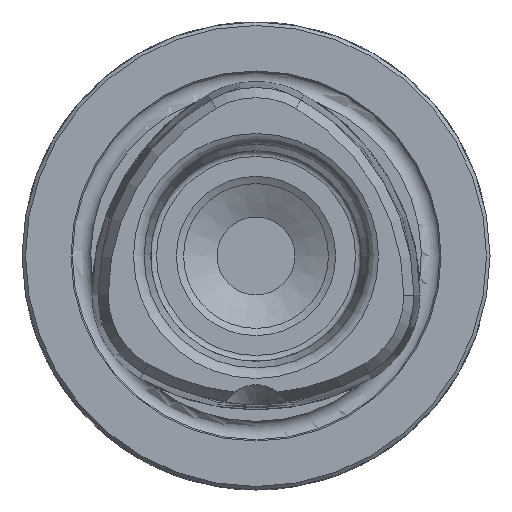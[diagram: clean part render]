
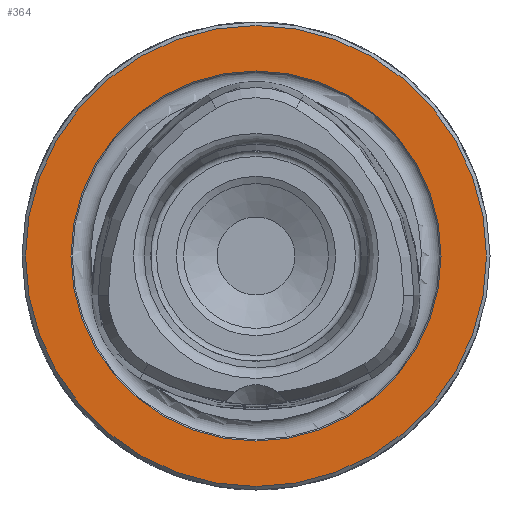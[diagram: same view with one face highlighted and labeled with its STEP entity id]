
A CAD part, left-side view. The second image highlights one B-rep face of the part: STEP entity #364.
In plain terms, the highlighted planar face has unit normal (-1, 0, 0).
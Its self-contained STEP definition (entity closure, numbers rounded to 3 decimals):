
#364 = ADVANCED_FACE( '', ( #841, #842 ), #843, .T. );
#841 = FACE_OUTER_BOUND( '', #1566, .T. );
#842 = FACE_BOUND( '', #1567, .T. );
#843 = PLANE( '', #1568 );
#1566 = EDGE_LOOP( '', ( #2321 ) );
#1567 = EDGE_LOOP( '', ( #2322 ) );
#1568 = AXIS2_PLACEMENT_3D( '', #2323, #2324, #2325 );
#2321 = ORIENTED_EDGE( '', *, *, #3859, .T. );
#2322 = ORIENTED_EDGE( '', *, *, #3860, .F. );
#2323 = CARTESIAN_POINT( '', ( 0., 0., 15.5 ) );
#2324 = DIRECTION( '', ( -1., 0., 0. ) );
#2325 = DIRECTION( '', ( 0., 0., 1. ) );
#3859 = EDGE_CURVE( '', #4477, #4477, #4478, .T. );
#3860 = EDGE_CURVE( '', #4479, #4479, #4480, .T. );
#4477 = VERTEX_POINT( '', #5356 );
#4478 = CIRCLE( '', #5357, 19.7 );
#4479 = VERTEX_POINT( '', #5358 );
#4480 = CIRCLE( '', #5359, 15.814 );
#5356 = CARTESIAN_POINT( '', ( 0., 0., 19.7 ) );
#5357 = AXIS2_PLACEMENT_3D( '', #7076, #7077, #7078 );
#5358 = CARTESIAN_POINT( '', ( 0., 0., 15.814 ) );
#5359 = AXIS2_PLACEMENT_3D( '', #7079, #7080, #7081 );
#7076 = CARTESIAN_POINT( '', ( 0., 0., 0. ) );
#7077 = DIRECTION( '', ( -1., 0., 0. ) );
#7078 = DIRECTION( '', ( 0., 0., 1. ) );
#7079 = CARTESIAN_POINT( '', ( 0., 0., 0. ) );
#7080 = DIRECTION( '', ( -1., 0., 0. ) );
#7081 = DIRECTION( '', ( 0., 0., 1. ) );
